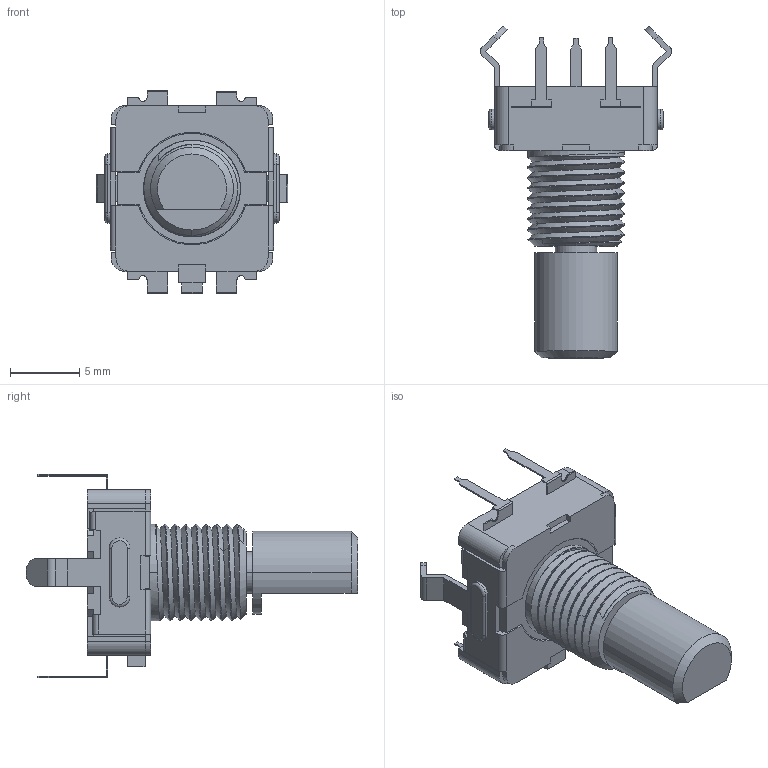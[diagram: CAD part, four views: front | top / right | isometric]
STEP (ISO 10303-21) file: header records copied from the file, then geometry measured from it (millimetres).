
FILE_DESCRIPTION((''),'2;1');
FILE_NAME('PEC11L-4215F-SXXXX','2015-05-20T',('RICKB'),('Bourns, Inc.'),'PRO/ENGINEER BY PARAMETRIC TECHNOLOGY CORPORATION, 2012230','PRO/ENGINEER BY PARAMETRIC TECHNOLOGY CORPORATION, 2012230','');
FILE_SCHEMA(('CONFIG_CONTROL_DESIGN'));
Length unit declared in the file: millimetre
Products named in the file (1): PEC11L-4215F-SXXXX
Bounding box: 13.84 x 24.01 x 14.7 mm (x, y, z)
Volume: 760.9 mm3; surface area: 1671.7 mm2
Topology: 1 solids, 22 shells, 587 faces, 1545 edges, 1013 vertices
Faces by surface type: plane 355, cylinder 169, cone 45, bspline 14, torus 4
Entity records: 21305 total; most frequent: CARTESIAN_POINT 6492, ORIENTED_EDGE 3090, DIRECTION 3055, EDGE_CURVE 1545, VECTOR 1047, LINE 1047, VERTEX_POINT 1013, AXIS2_PLACEMENT_3D 1004
